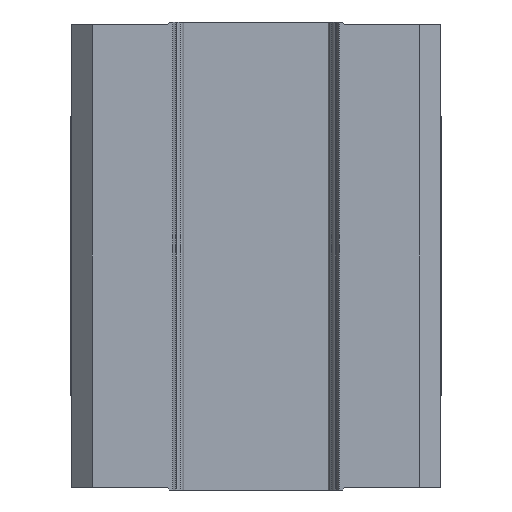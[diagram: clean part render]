
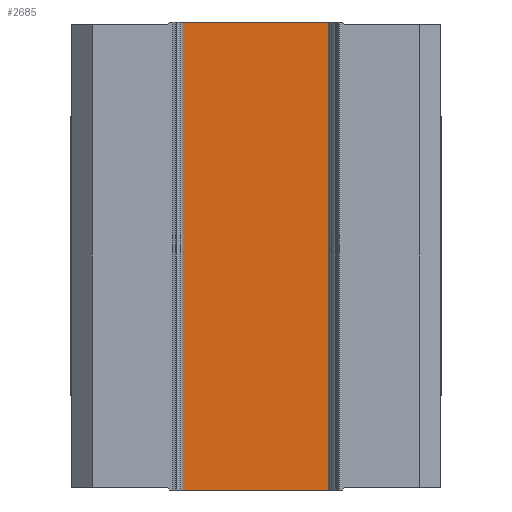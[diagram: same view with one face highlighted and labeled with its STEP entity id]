
A CAD part, front view. The second image highlights one B-rep face of the part: STEP entity #2685.
In plain terms, the highlighted planar face has unit normal (0, -1, 0).
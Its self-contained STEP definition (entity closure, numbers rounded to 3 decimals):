
#264=FACE_OUTER_BOUND('',#413,.T.);
#413=EDGE_LOOP('',(#1843,#1844,#1845,#1846));
#583=LINE('',#3873,#861);
#600=LINE('',#3942,#878);
#601=LINE('',#3944,#879);
#602=LINE('',#3945,#880);
#861=VECTOR('',#3108,10.);
#878=VECTOR('',#3163,10.);
#879=VECTOR('',#3164,10.);
#880=VECTOR('',#3165,10.);
#1139=VERTEX_POINT('',#3871);
#1140=VERTEX_POINT('',#3872);
#1173=VERTEX_POINT('',#3941);
#1174=VERTEX_POINT('',#3943);
#1407=EDGE_CURVE('',#1139,#1140,#583,.T.);
#1442=EDGE_CURVE('',#1140,#1173,#600,.T.);
#1443=EDGE_CURVE('',#1174,#1173,#601,.T.);
#1444=EDGE_CURVE('',#1139,#1174,#602,.T.);
#1843=ORIENTED_EDGE('',*,*,#1407,.T.);
#1844=ORIENTED_EDGE('',*,*,#1442,.T.);
#1845=ORIENTED_EDGE('',*,*,#1443,.F.);
#1846=ORIENTED_EDGE('',*,*,#1444,.F.);
#2601=PLANE('',#2875);
#2685=ADVANCED_FACE('',(#264),#2601,.T.);
#2875=AXIS2_PLACEMENT_3D('',#3940,#3161,#3162);
#3108=DIRECTION('',(1.,0.,0.));
#3161=DIRECTION('center_axis',(0.,-1.,0.));
#3162=DIRECTION('ref_axis',(0.,0.,-1.));
#3163=DIRECTION('',(0.,0.,1.));
#3164=DIRECTION('',(1.,0.,0.));
#3165=DIRECTION('',(0.,0.,1.));
#3871=CARTESIAN_POINT('',(-5.795,-2.75,-17.));
#3872=CARTESIAN_POINT('',(5.795,-2.75,-17.));
#3873=CARTESIAN_POINT('',(-5.795,-2.75,-17.));
#3940=CARTESIAN_POINT('Origin',(-5.795,-2.75,-17.));
#3941=CARTESIAN_POINT('',(5.795,-2.75,17.));
#3942=CARTESIAN_POINT('',(5.795,-2.75,16.8));
#3943=CARTESIAN_POINT('',(-5.795,-2.75,17.));
#3944=CARTESIAN_POINT('',(-5.795,-2.75,17.));
#3945=CARTESIAN_POINT('',(-5.795,-2.75,-17.));
